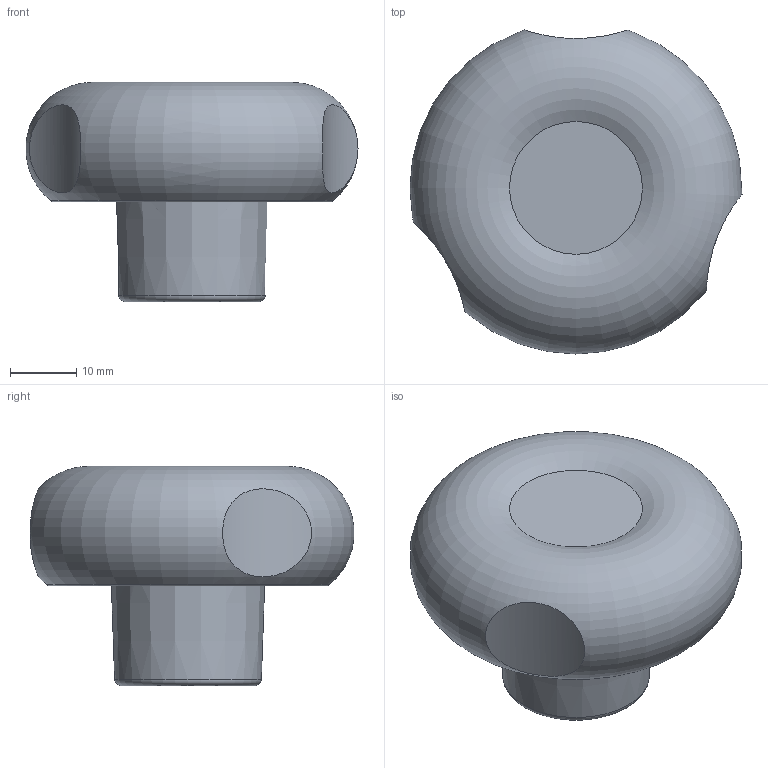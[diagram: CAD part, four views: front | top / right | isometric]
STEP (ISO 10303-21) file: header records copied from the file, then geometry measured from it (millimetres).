
FILE_DESCRIPTION( ( 'Unknown' ), '1' );
FILE_NAME( '6389050_VBT50_M08.stp', 'Unknown', ( 'Unknown' ), ( 'Unknown' ), 'PSStep 11.0', 'Unknown', ' ' );
FILE_SCHEMA( ( 'AUTOMOTIVE_DESIGN { 1 0 10303 214 1 1 1 1 }' ) );
Length unit declared in the file: millimetre
Products named in the file (1): 6389050
Bounding box: 49.96 x 48.75 x 33 mm (x, y, z)
Volume: 28073.9 mm3; surface area: 9163.2 mm2
Topology: 1 solids, 1 shells, 39 faces, 98 edges, 65 vertices
Faces by surface type: plane 15, cylinder 12, torus 8, cone 4
Full cylindrical faces by diameter (mm): 6.647 x1
Entity records: 1976 total; most frequent: CARTESIAN_POINT 828, ORIENTED_EDGE 170, DIRECTION 148, EDGE_CURVE 85, AXIS2_PLACEMENT_3D 66, VERTEX_POINT 62, EDGE_LOOP 52, FACE_OUTER_BOUND 44
